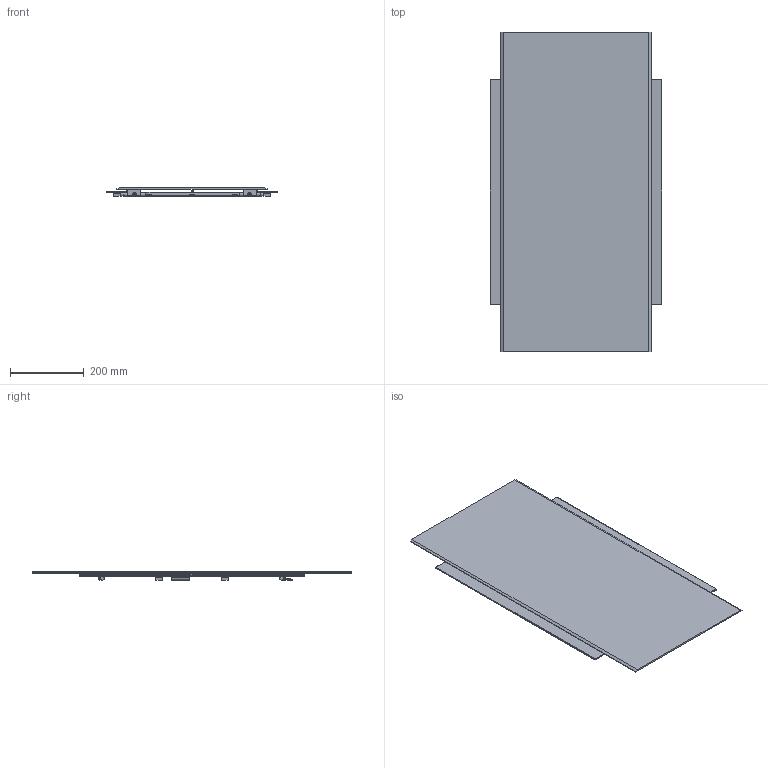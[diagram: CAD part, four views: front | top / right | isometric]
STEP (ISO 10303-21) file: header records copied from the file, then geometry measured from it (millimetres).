
FILE_DESCRIPTION((''),'2;1');
FILE_NAME('2841','2021-06-22T10:43:10',('jinson.thomas'),(''),'CREO PARAMETRIC BY PTC INC, 2018400','CREO PARAMETRIC BY PTC INC, 2018400','');
FILE_SCHEMA(('CONFIG_CONTROL_DESIGN'));
Length unit declared in the file: inch
Products named in the file (1): 2841
Bounding box: 463.87 x 863.6 x 23.53 mm (x, y, z)
Volume: 2020557.3 mm3; surface area: 961406.4 mm2
Topology: 2 solids, 2 shells, 579 faces, 1563 edges, 1002 vertices
Faces by surface type: plane 238, cylinder 232, bspline 45, torus 24, sphere 20, cone 20
Entity records: 35782 total; most frequent: CARTESIAN_POINT 22098, ORIENTED_EDGE 3126, DIRECTION 2427, EDGE_CURVE 1563, VERTEX_POINT 1002, AXIS2_PLACEMENT_3D 858, VECTOR 711, LINE 711
